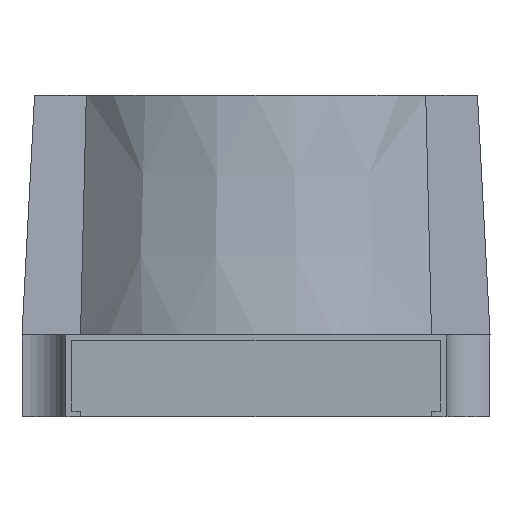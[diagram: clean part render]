
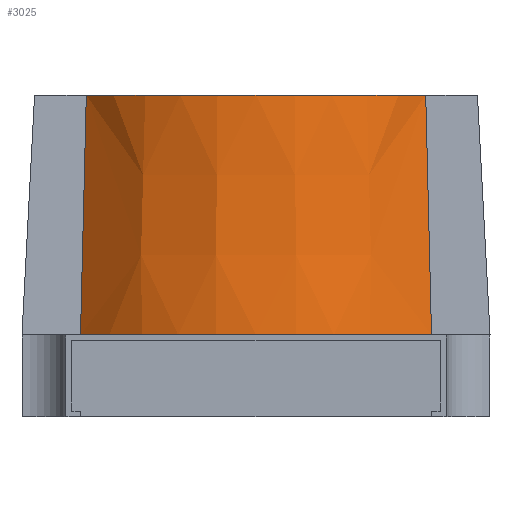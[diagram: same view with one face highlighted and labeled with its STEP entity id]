
A CAD part, left-side view. The second image highlights one B-rep face of the part: STEP entity #3025.
In plain terms, the highlighted conical face has half-angle 3 degrees and reference radius 0.8 mm.
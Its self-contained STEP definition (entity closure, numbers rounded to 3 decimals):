
#19=B_SPLINE_CURVE_WITH_KNOTS('',3,(#4632,#4633,#4634,#4635),
 .UNSPECIFIED.,.F.,.F.,(4,4),(0.,0.001),.UNSPECIFIED.);
#20=B_SPLINE_CURVE_WITH_KNOTS('',3,(#4639,#4640,#4641,#4642),
 .UNSPECIFIED.,.F.,.F.,(4,4),(0.,0.001),.UNSPECIFIED.);
#23=CONICAL_SURFACE('',#3251,0.8,0.052);
#1383=ORIENTED_EDGE('',*,*,#1777,.F.);
#1384=ORIENTED_EDGE('',*,*,#1778,.F.);
#1385=ORIENTED_EDGE('',*,*,#1779,.T.);
#1386=ORIENTED_EDGE('',*,*,#1780,.T.);
#1777=EDGE_CURVE('',#2028,#2029,#2107,.T.);
#1778=EDGE_CURVE('',#2030,#2028,#19,.T.);
#1779=EDGE_CURVE('',#2030,#2031,#2108,.T.);
#1780=EDGE_CURVE('',#2031,#2029,#20,.T.);
#2028=VERTEX_POINT('',#4630);
#2029=VERTEX_POINT('',#4631);
#2030=VERTEX_POINT('',#4636);
#2031=VERTEX_POINT('',#4638);
#2107=CIRCLE('',#3252,0.8);
#2108=CIRCLE('',#3253,0.757);
#2238=EDGE_LOOP('',(#1383,#1384,#1385,#1386));
#2384=FACE_BOUND('',#2238,.T.);
#3025=ADVANCED_FACE('',(#2384),#23,.T.);
#3251=AXIS2_PLACEMENT_3D('',#4628,#3893,#3894);
#3252=AXIS2_PLACEMENT_3D('',#4629,#3895,#3896);
#3253=AXIS2_PLACEMENT_3D('',#4637,#3897,#3898);
#3893=DIRECTION('',(0.,0.,-1.));
#3894=DIRECTION('',(1.,0.,0.));
#3895=DIRECTION('',(0.,0.,-1.));
#3896=DIRECTION('',(1.,0.,0.));
#3897=DIRECTION('',(0.,0.,-1.));
#3898=DIRECTION('',(-1.,0.,0.));
#4628=CARTESIAN_POINT('',(0.,0.,0.28));
#4629=CARTESIAN_POINT('',(0.,0.,0.28));
#4630=CARTESIAN_POINT('',(-0.529,-0.6,0.28));
#4631=CARTESIAN_POINT('',(-0.529,0.6,0.28));
#4632=CARTESIAN_POINT('',(-0.486,-0.58,1.1));
#4633=CARTESIAN_POINT('',(-0.501,-0.587,0.827));
#4634=CARTESIAN_POINT('',(-0.515,-0.594,0.553));
#4635=CARTESIAN_POINT('',(-0.529,-0.6,0.28));
#4636=CARTESIAN_POINT('',(-0.486,-0.58,1.1));
#4637=CARTESIAN_POINT('',(0.,0.,1.1));
#4638=CARTESIAN_POINT('',(-0.486,0.58,1.1));
#4639=CARTESIAN_POINT('',(-0.486,0.58,1.1));
#4640=CARTESIAN_POINT('',(-0.501,0.587,0.827));
#4641=CARTESIAN_POINT('',(-0.515,0.594,0.553));
#4642=CARTESIAN_POINT('',(-0.529,0.6,0.28));
